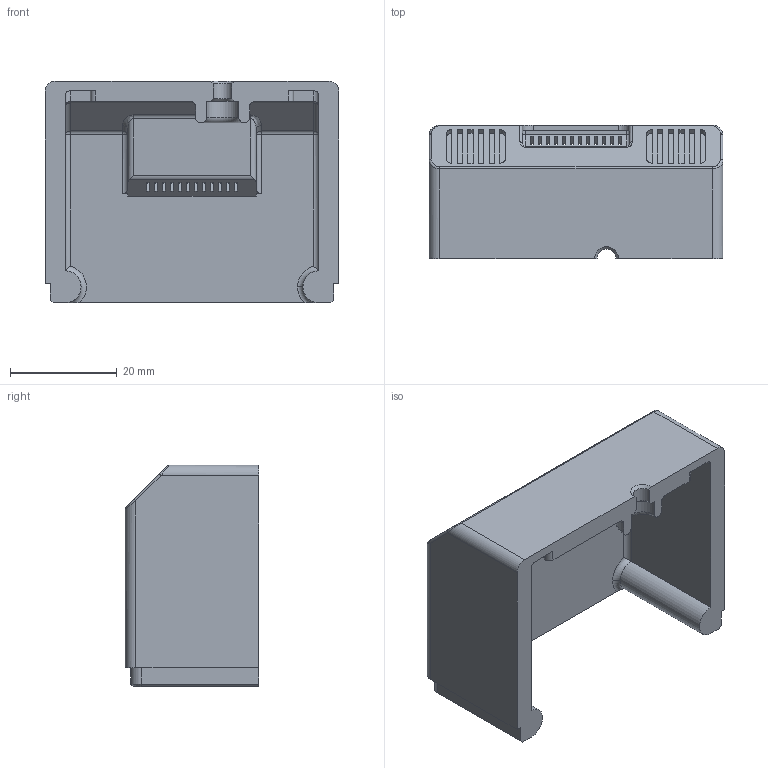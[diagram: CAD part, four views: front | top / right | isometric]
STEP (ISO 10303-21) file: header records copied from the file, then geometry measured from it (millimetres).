
FILE_DESCRIPTION (( 'STEP AP203' ), '1' );
FILE_NAME ('Demi boitier supérieurV3(Jeu 0.01)_PRESTA3D.STEP', '2023-04-05T10:51:59', ( '' ), ( '' ), 'SwSTEP 2.0', 'SolidWorks 2023', '' );
FILE_SCHEMA (( 'CONFIG_CONTROL_DESIGN' ));
Length unit declared in the file: millimetre
Products named in the file (1): Demi boitier supérieurV3(Jeu 0.01)_PRESTA3D
Bounding box: 55 x 25 x 41.5 mm (x, y, z)
Volume: 16620.5 mm3; surface area: 11317.4 mm2
Topology: 1 solids, 1 shells, 228 faces, 599 edges, 380 vertices
Faces by surface type: plane 141, cylinder 63, bspline 8, torus 6, sphere 6, cone 4
Entity records: 7222 total; most frequent: CARTESIAN_POINT 1561, ORIENTED_EDGE 1188, DIRECTION 1105, EDGE_CURVE 594, VECTOR 449, LINE 449, VERTEX_POINT 380, AXIS2_PLACEMENT_3D 328
